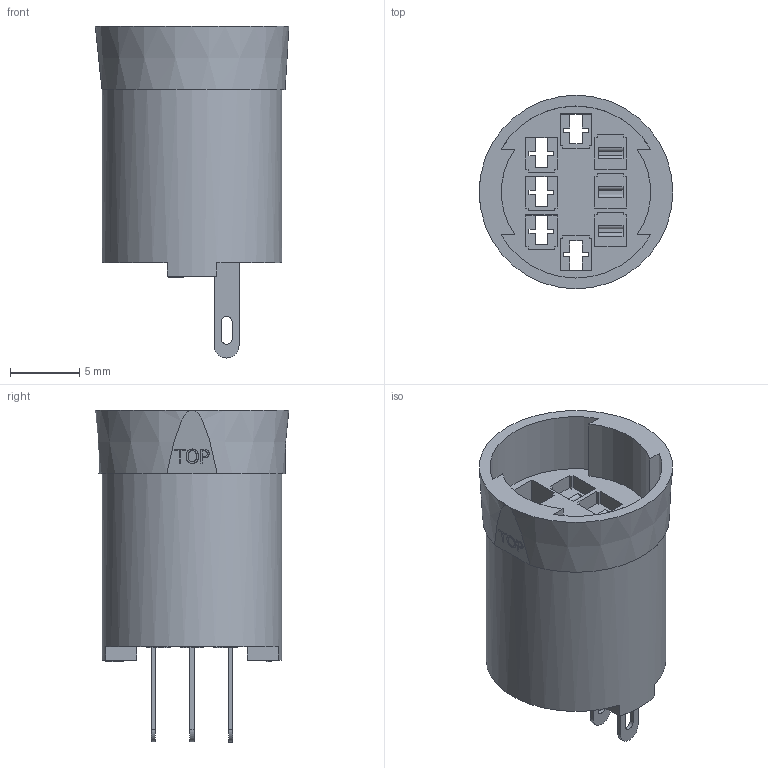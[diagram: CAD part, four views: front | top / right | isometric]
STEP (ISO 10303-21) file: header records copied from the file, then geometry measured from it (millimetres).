
FILE_DESCRIPTION(/* description */ ('','CAx-IF Rec.Pracs.---Representation and Presentation of Product Manufacturing Information (PMI)---4.0---2014-10-13'),/* implementation_level */ '2;1');
FILE_NAME(/* name */ 'PVP3SSN.stp',/* time_stamp */ '2019-06-11T08:31:19-05:00',/* author */ ('mroman'),/* organization */ (''),/* preprocessor_version */ 'ST-DEVELOPER v17',/* originating_system */ 'Autodesk Inventor 2018',/* authorisation */ '');
FILE_SCHEMA (('AP242_MANAGED_MODEL_BASED_3D_ENGINEERING_MIM_LF { 1 0 10303 442 1 1 4 }'));
Length unit declared in the file: millimetre
Products named in the file (1): PVP3SSN
Bounding box: 14 x 14 x 24 mm (x, y, z)
Volume: 1502.5 mm3; surface area: 2051.1 mm2
Topology: 1 solids, 1 shells, 342 faces, 955 edges, 636 vertices
Faces by surface type: plane 272, bspline 49, cylinder 20, cone 1
Full cylindrical faces by diameter (mm): 13 x1
Entity records: 11351 total; most frequent: CARTESIAN_POINT 2669, ORIENTED_EDGE 1910, DIRECTION 1528, EDGE_CURVE 955, LINE 808, VECTOR 808, VERTEX_POINT 636, EDGE_LOOP 379
